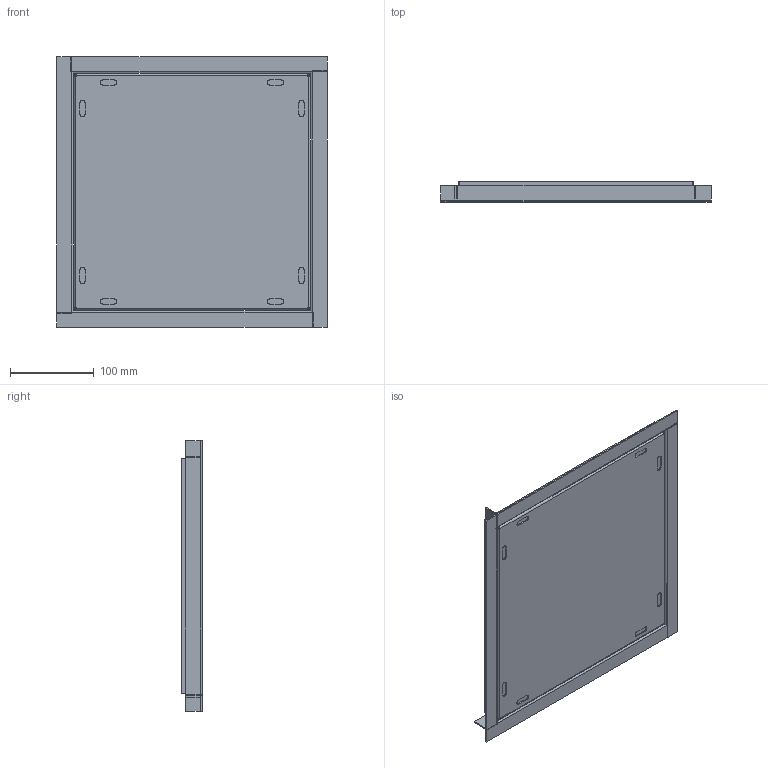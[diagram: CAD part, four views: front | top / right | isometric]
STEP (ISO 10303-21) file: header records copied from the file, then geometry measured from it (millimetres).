
FILE_DESCRIPTION (( 'STEP AP214' ), '1' );
FILE_NAME ('7406008.KSTP1.stp', '2016-10-10T12:53:38', ( '' ), ( '' ), 'SwSTEP 2.0', 'SolidWorks 2016', '' );
FILE_SCHEMA (( 'AUTOMOTIVE_DESIGN' ));
Length unit declared in the file: millimetre
Products named in the file (5): 002271_39441173 H=20 VA; 000157_Standard; 43475B_Standard; 40491AA_39408336T1_H=24mm_VA; 7406008.KSTP1
Assembly tree (7 placements, depth 3):
  7406008.KSTP1
    000157_Standard
      40491AA_39408336T1_H=24mm_VA
      43475B_Standard
    002271_39441173 H=20 VA  x4
Bounding box: 323.8 x 24 x 323.8 mm (x, y, z)
Volume: 529480.9 mm3; surface area: 463164.1 mm2
Topology: 6 solids, 6 shells, 160 faces, 380 edges, 232 vertices
Faces by surface type: plane 124, cylinder 36
Entity records: 3696 total; most frequent: DIRECTION 614, CARTESIAN_POINT 609, ORIENTED_EDGE 592, EDGE_CURVE 296, LINE 236, VECTOR 236, AXIS2_PLACEMENT_3D 189, VERTEX_POINT 184
